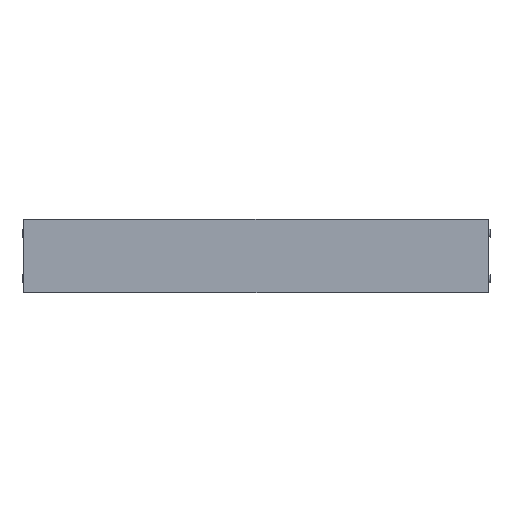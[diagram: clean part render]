
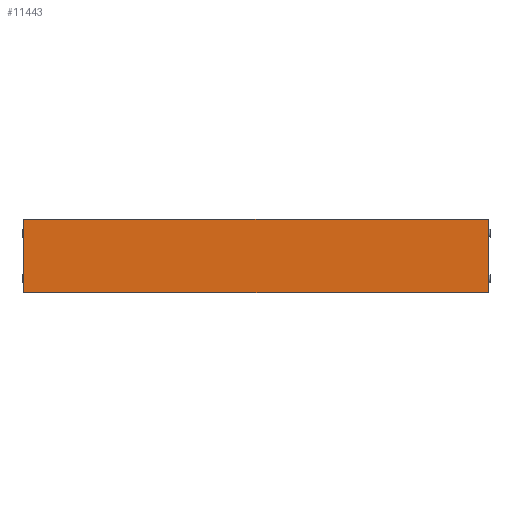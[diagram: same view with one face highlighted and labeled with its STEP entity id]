
A CAD part, front view. The second image highlights one B-rep face of the part: STEP entity #11443.
In plain terms, the highlighted planar face has unit normal (0, -1, 0).
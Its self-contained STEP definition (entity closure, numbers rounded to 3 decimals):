
#27 = DIRECTION ( 'NONE',  ( 0., 0., 1. ) ) ;
#487 = FACE_OUTER_BOUND ( 'NONE', #9784, .T. ) ;
#539 = EDGE_CURVE ( 'NONE', #9725, #5971, #11493, .T. ) ;
#754 = DIRECTION ( 'NONE',  ( -1., 0., 0. ) ) ;
#980 = CARTESIAN_POINT ( 'NONE',  ( 410., -20., 65. ) ) ;
#1171 = VERTEX_POINT ( 'NONE', #8512 ) ;
#1178 = ORIENTED_EDGE ( 'NONE', *, *, #3766, .T. ) ;
#1979 = EDGE_CURVE ( 'NONE', #5971, #1171, #6704, .T. ) ;
#2426 = VECTOR ( 'NONE', #8653, 1000. ) ;
#2612 = CARTESIAN_POINT ( 'NONE',  ( -410., -20., -65. ) ) ;
#3399 = VECTOR ( 'NONE', #754, 1000. ) ;
#3766 = EDGE_CURVE ( 'NONE', #9109, #9725, #7571, .T. ) ;
#3917 = VECTOR ( 'NONE', #8004, 1000. ) ;
#4256 = DIRECTION ( 'NONE',  ( 0., -1., 0. ) ) ;
#4314 = CARTESIAN_POINT ( 'NONE',  ( 410., -20., 65. ) ) ;
#5605 = AXIS2_PLACEMENT_3D ( 'NONE', #6048, #4256, #5986 ) ;
#5661 = CARTESIAN_POINT ( 'NONE',  ( -410., -20., 65. ) ) ;
#5971 = VERTEX_POINT ( 'NONE', #2612 ) ;
#5986 = DIRECTION ( 'NONE',  ( 0., 0., -1. ) ) ;
#6048 = CARTESIAN_POINT ( 'NONE',  ( 0., -20., 0. ) ) ;
#6057 = ORIENTED_EDGE ( 'NONE', *, *, #539, .T. ) ;
#6238 = CARTESIAN_POINT ( 'NONE',  ( -410., -20., 65. ) ) ;
#6704 = LINE ( 'NONE', #10540, #2426 ) ;
#6911 = CARTESIAN_POINT ( 'NONE',  ( -410., -20., 65. ) ) ;
#7287 = ORIENTED_EDGE ( 'NONE', *, *, #9993, .T. ) ;
#7308 = LINE ( 'NONE', #980, #8031 ) ;
#7571 = LINE ( 'NONE', #6911, #3399 ) ;
#7702 = PLANE ( 'NONE',  #5605 ) ;
#8004 = DIRECTION ( 'NONE',  ( 0., 0., -1. ) ) ;
#8031 = VECTOR ( 'NONE', #27, 1000. ) ;
#8032 = ORIENTED_EDGE ( 'NONE', *, *, #1979, .T. ) ;
#8512 = CARTESIAN_POINT ( 'NONE',  ( 410., -20., -65. ) ) ;
#8653 = DIRECTION ( 'NONE',  ( 1., 0., 0. ) ) ;
#9109 = VERTEX_POINT ( 'NONE', #4314 ) ;
#9725 = VERTEX_POINT ( 'NONE', #5661 ) ;
#9784 = EDGE_LOOP ( 'NONE', ( #6057, #8032, #7287, #1178 ) ) ;
#9993 = EDGE_CURVE ( 'NONE', #1171, #9109, #7308, .T. ) ;
#10540 = CARTESIAN_POINT ( 'NONE',  ( -410., -20., -65. ) ) ;
#11443 = ADVANCED_FACE ( 'NONE', ( #487 ), #7702, .T. ) ;
#11493 = LINE ( 'NONE', #6238, #3917 ) ;
